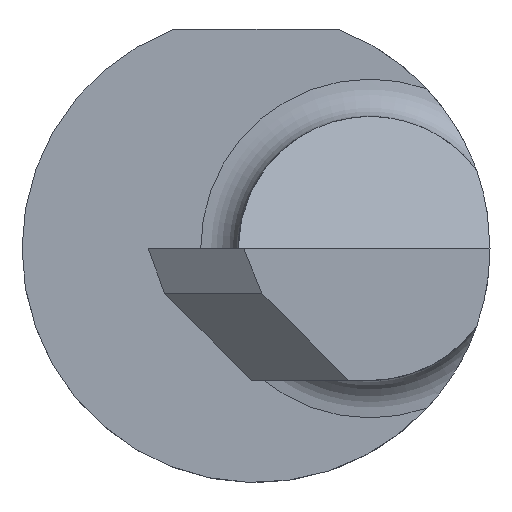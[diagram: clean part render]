
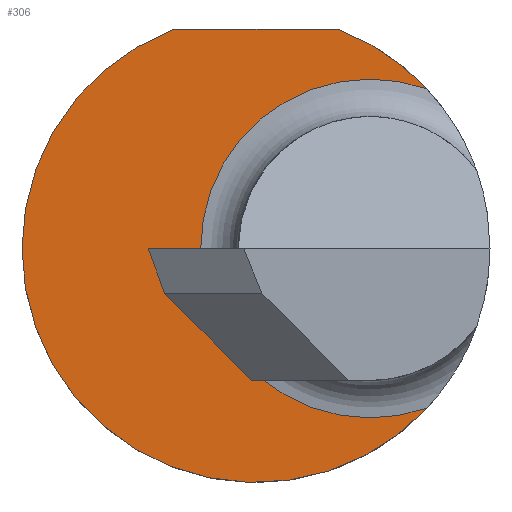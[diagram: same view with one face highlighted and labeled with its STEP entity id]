
A CAD part, left-side view. The second image highlights one B-rep face of the part: STEP entity #306.
In plain terms, the highlighted planar face has unit normal (-1, 0, 0).
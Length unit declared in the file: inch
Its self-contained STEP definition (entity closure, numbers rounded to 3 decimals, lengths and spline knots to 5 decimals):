
#19 = AXIS2_PLACEMENT_3D ( 'NONE', #29, #431, #696 ) ;
#29 = CARTESIAN_POINT ( 'NONE',  ( -1.17, 0., 0. ) ) ;
#34 = VERTEX_POINT ( 'NONE', #251 ) ;
#45 = VERTEX_POINT ( 'NONE', #320 ) ;
#50 = ORIENTED_EDGE ( 'NONE', *, *, #335, .F. ) ;
#64 = AXIS2_PLACEMENT_3D ( 'NONE', #197, #804, #809 ) ;
#87 = FACE_OUTER_BOUND ( 'NONE', #855, .T. ) ;
#153 = EDGE_CURVE ( 'NONE', #45, #779, #453, .T. ) ;
#159 = ORIENTED_EDGE ( 'NONE', *, *, #472, .T. ) ;
#177 = AXIS2_PLACEMENT_3D ( 'NONE', #693, #631, #226 ) ;
#197 = CARTESIAN_POINT ( 'NONE',  ( -1.17, 0., 0. ) ) ;
#221 = DIRECTION ( 'NONE',  ( 0., -1., 0. ) ) ;
#226 = DIRECTION ( 'NONE',  ( 0., -1., 0. ) ) ;
#244 = EDGE_CURVE ( 'NONE', #779, #381, #564, .T. ) ;
#251 = CARTESIAN_POINT ( 'NONE',  ( -1.17, -0.11425, 0.10636 ) ) ;
#260 = CARTESIAN_POINT ( 'NONE',  ( -1.17, 0.05497, 0.1461 ) ) ;
#291 = EDGE_CURVE ( 'NONE', #325, #34, #685, .T. ) ;
#298 = DIRECTION ( 'NONE',  ( -1., 0., 0. ) ) ;
#301 = DIRECTION ( 'NONE',  ( 0., -1., 0. ) ) ;
#306 = ADVANCED_FACE ( 'NONE', ( #87 ), #368, .T. ) ;
#320 = CARTESIAN_POINT ( 'NONE',  ( -1.17, -0.11425, -0.10636 ) ) ;
#325 = VERTEX_POINT ( 'NONE', #496 ) ;
#328 = CARTESIAN_POINT ( 'NONE',  ( -1.17, 0.1811, 0.1461 ) ) ;
#335 = EDGE_CURVE ( 'NONE', #34, #45, #517, .T. ) ;
#368 = PLANE ( 'NONE',  #435 ) ;
#372 = CARTESIAN_POINT ( 'NONE',  ( -1.17, -0.0761, 0. ) ) ;
#381 = VERTEX_POINT ( 'NONE', #260 ) ;
#431 = DIRECTION ( 'NONE',  ( 1., 0., 0. ) ) ;
#435 = AXIS2_PLACEMENT_3D ( 'NONE', #833, #298, #221 ) ;
#453 = CIRCLE ( 'NONE', #64, 0.1561 ) ;
#458 = LINE ( 'NONE', #328, #818 ) ;
#472 = EDGE_CURVE ( 'NONE', #325, #381, #458, .T. ) ;
#496 = CARTESIAN_POINT ( 'NONE',  ( -1.17, -0.05497, 0.1461 ) ) ;
#503 = CARTESIAN_POINT ( 'NONE',  ( -1.17, 0.1561, 0. ) ) ;
#514 = ORIENTED_EDGE ( 'NONE', *, *, #153, .F. ) ;
#517 = CIRCLE ( 'NONE', #584, 0.113 ) ;
#543 = ORIENTED_EDGE ( 'NONE', *, *, #291, .F. ) ;
#560 = ORIENTED_EDGE ( 'NONE', *, *, #244, .F. ) ;
#564 = CIRCLE ( 'NONE', #177, 0.1561 ) ;
#584 = AXIS2_PLACEMENT_3D ( 'NONE', #372, #634, #301 ) ;
#589 = DIRECTION ( 'NONE',  ( 0., 1., 0. ) ) ;
#631 = DIRECTION ( 'NONE',  ( 1., 0., 0. ) ) ;
#634 = DIRECTION ( 'NONE',  ( -1., 0., 0. ) ) ;
#685 = CIRCLE ( 'NONE', #19, 0.1561 ) ;
#693 = CARTESIAN_POINT ( 'NONE',  ( -1.17, 0., 0. ) ) ;
#696 = DIRECTION ( 'NONE',  ( 0., -1., 0. ) ) ;
#779 = VERTEX_POINT ( 'NONE', #503 ) ;
#804 = DIRECTION ( 'NONE',  ( 1., 0., 0. ) ) ;
#809 = DIRECTION ( 'NONE',  ( 0., -1., 0. ) ) ;
#818 = VECTOR ( 'NONE', #589, 39.37008 ) ;
#833 = CARTESIAN_POINT ( 'NONE',  ( -1.17, 0.1561, 0. ) ) ;
#855 = EDGE_LOOP ( 'NONE', ( #50, #543, #159, #560, #514 ) ) ;
